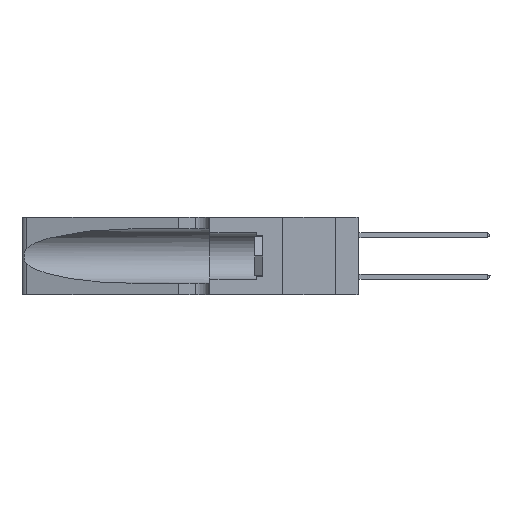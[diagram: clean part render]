
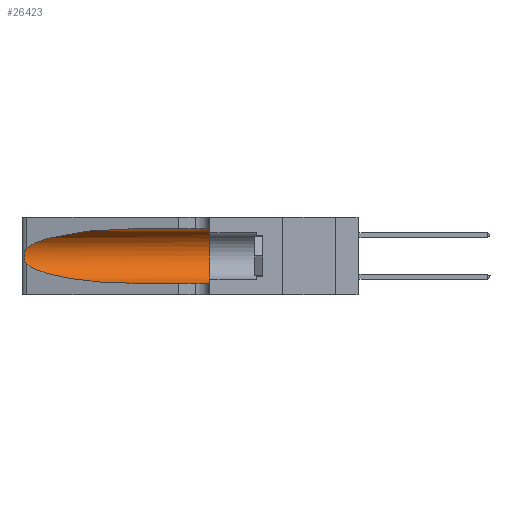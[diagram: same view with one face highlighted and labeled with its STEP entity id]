
A CAD part, left-side view. The second image highlights one B-rep face of the part: STEP entity #26423.
In plain terms, the highlighted cylindrical face has radius 3.308 mm (diameter 6.617 mm), a partial arc.
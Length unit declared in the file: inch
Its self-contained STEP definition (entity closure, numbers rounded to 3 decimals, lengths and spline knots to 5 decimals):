
#93 = CARTESIAN_POINT ( 'NONE',  ( 0.2373, 1.15595, 0.08982 ) ) ;
#550 = CARTESIAN_POINT ( 'NONE',  ( 0.25639, 1.23186, 0.15144 ) ) ;
#858 = EDGE_CURVE ( 'NONE', #2527, #10063, #17626, .T. ) ;
#2527 = VERTEX_POINT ( 'NONE', #30470 ) ;
#2596 = FACE_OUTER_BOUND ( 'NONE', #30488, .T. ) ;
#4260 = VERTEX_POINT ( 'NONE', #20890 ) ;
#4307 = CARTESIAN_POINT ( 'NONE',  ( 0.1305, 1.61858, 0.05475 ) ) ;
#4720 = VECTOR ( 'NONE', #18988, 39.37008 ) ;
#4779 = AXIS2_PLACEMENT_3D ( 'NONE', #37579, #37994, #23089 ) ;
#6856 = EDGE_CURVE ( 'NONE', #21879, #4260, #11359, .T. ) ;
#7745 = CARTESIAN_POINT ( 'NONE',  ( 0.25789, 1.23486, 0.15765 ) ) ;
#8274 = CARTESIAN_POINT ( 'NONE',  ( 0.25487, 1.22718, 0.22369 ) ) ;
#8375 = VERTEX_POINT ( 'NONE', #23435 ) ;
#9070 = CARTESIAN_POINT ( 'NONE',  ( 0.18966, 0.96281, 0.05475 ) ) ;
#9247 = ORIENTED_EDGE ( 'NONE', *, *, #23512, .T. ) ;
#9577 = VERTEX_POINT ( 'NONE', #10090 ) ;
#10063 = VERTEX_POINT ( 'NONE', #21980 ) ;
#10090 = CARTESIAN_POINT ( 'NONE',  ( 0.1305, 0.35, 0.05475 ) ) ;
#10701 = CARTESIAN_POINT ( 'NONE',  ( 0.1305, 1.61858, 0.185 ) ) ;
#11303 = CARTESIAN_POINT ( 'NONE',  ( 0.2373, 1.15595, 0.28018 ) ) ;
#11359 = LINE ( 'NONE', #20916, #32294 ) ;
#11405 = CARTESIAN_POINT ( 'NONE',  ( 0.25639, 1.23184, 0.21858 ) ) ;
#11899 =( BOUNDED_CURVE ( )  B_SPLINE_CURVE ( 3, ( #18004, #22050, #11303, #17460 ),
 .UNSPECIFIED., .F., .T. ) 
 B_SPLINE_CURVE_WITH_KNOTS ( ( 4, 4 ),
 ( 1.5708, 2.84003 ),
 .UNSPECIFIED. ) 
 CURVE ( )  GEOMETRIC_REPRESENTATION_ITEM ( )  RATIONAL_B_SPLINE_CURVE ( ( 1., 0.87, 0.87, 1. ) ) 
 REPRESENTATION_ITEM ( '' )  );
#12052 = CARTESIAN_POINT ( 'NONE',  ( 0.1305, 0.72297, 0.05475 ) ) ;
#14110 = ORIENTED_EDGE ( 'NONE', *, *, #858, .T. ) ;
#14560 = EDGE_CURVE ( 'NONE', #10063, #9577, #14588, .T. ) ;
#14588 = LINE ( 'NONE', #4307, #4720 ) ;
#14990 = EDGE_CURVE ( 'NONE', #4260, #9577, #17726, .T. ) ;
#15184 = CARTESIAN_POINT ( 'NONE',  ( 0.25487, 1.22718, 0.14631 ) ) ;
#16686 = CARTESIAN_POINT ( 'NONE',  ( 0.26075, 1.23896, 0.178 ) ) ;
#17195 = CARTESIAN_POINT ( 'NONE',  ( 0.1305, 0.72297, 0.31525 ) ) ;
#17460 = CARTESIAN_POINT ( 'NONE',  ( 0.25487, 1.22718, 0.22369 ) ) ;
#17626 =( BOUNDED_CURVE ( )  B_SPLINE_CURVE ( 3, ( #32726, #93, #9070, #12052 ),
 .UNSPECIFIED., .F., .T. ) 
 B_SPLINE_CURVE_WITH_KNOTS ( ( 4, 4 ),
 ( 3.44316, 4.71239 ),
 .UNSPECIFIED. ) 
 CURVE ( )  GEOMETRIC_REPRESENTATION_ITEM ( )  RATIONAL_B_SPLINE_CURVE ( ( 1., 0.87, 0.87, 1. ) ) 
 REPRESENTATION_ITEM ( '' )  );
#17726 = CIRCLE ( 'NONE', #4779, 0.13025 ) ;
#18004 = CARTESIAN_POINT ( 'NONE',  ( 0.1305, 0.72297, 0.31525 ) ) ;
#18041 = CARTESIAN_POINT ( 'NONE',  ( 0.25555, 1.22993, 0.14849 ) ) ;
#18140 = CARTESIAN_POINT ( 'NONE',  ( 0.26018, 1.23835, 0.19895 ) ) ;
#18758 = B_SPLINE_CURVE_WITH_KNOTS ( 'NONE', 3,
 ( #8274, #20229, #11405, #37797, #38201, #18140, #27976, #16686, #28985, #33131, #7745, #550, #18041, #15184 ),
 .UNSPECIFIED., .F., .F.,
 ( 4, 2, 2, 2, 2, 2, 4 ),
 ( 0., 0.00027, 0.00053, 0.00107, 0.0016, 0.00187, 0.00214 ),
 .UNSPECIFIED. ) ;
#18988 = DIRECTION ( 'NONE',  ( 0., -1., 0. ) ) ;
#19302 = CYLINDRICAL_SURFACE ( 'NONE', #24944, 0.13025 ) ;
#20229 = CARTESIAN_POINT ( 'NONE',  ( 0.25555, 1.22994, 0.2215 ) ) ;
#20890 = CARTESIAN_POINT ( 'NONE',  ( 0.1305, 0.35, 0.31525 ) ) ;
#20916 = CARTESIAN_POINT ( 'NONE',  ( 0.1305, 1.61858, 0.31525 ) ) ;
#21879 = VERTEX_POINT ( 'NONE', #17195 ) ;
#21980 = CARTESIAN_POINT ( 'NONE',  ( 0.1305, 0.72297, 0.05475 ) ) ;
#22050 = CARTESIAN_POINT ( 'NONE',  ( 0.18966, 0.96281, 0.31525 ) ) ;
#22869 = DIRECTION ( 'NONE',  ( 0., -1., 0. ) ) ;
#23089 = DIRECTION ( 'NONE',  ( 0., 0., 1. ) ) ;
#23435 = CARTESIAN_POINT ( 'NONE',  ( 0.25487, 1.22718, 0.22369 ) ) ;
#23512 = EDGE_CURVE ( 'NONE', #8375, #2527, #18758, .T. ) ;
#23884 = DIRECTION ( 'NONE',  ( 0., -1., 0. ) ) ;
#24944 = AXIS2_PLACEMENT_3D ( 'NONE', #10701, #22869, #35767 ) ;
#25046 = ORIENTED_EDGE ( 'NONE', *, *, #14560, .T. ) ;
#25151 = EDGE_CURVE ( 'NONE', #21879, #8375, #11899, .T. ) ;
#26056 = ORIENTED_EDGE ( 'NONE', *, *, #6856, .F. ) ;
#26423 = ADVANCED_FACE ( 'NONE', ( #2596 ), #19302, .F. ) ;
#27976 = CARTESIAN_POINT ( 'NONE',  ( 0.26075, 1.23896, 0.19203 ) ) ;
#28985 = CARTESIAN_POINT ( 'NONE',  ( 0.26017, 1.23833, 0.17102 ) ) ;
#30470 = CARTESIAN_POINT ( 'NONE',  ( 0.25487, 1.22718, 0.14631 ) ) ;
#30488 = EDGE_LOOP ( 'NONE', ( #37608, #9247, #14110, #25046, #35370, #26056 ) ) ;
#32294 = VECTOR ( 'NONE', #23884, 39.37008 ) ;
#32726 = CARTESIAN_POINT ( 'NONE',  ( 0.25487, 1.22718, 0.14631 ) ) ;
#33131 = CARTESIAN_POINT ( 'NONE',  ( 0.25856, 1.23593, 0.16098 ) ) ;
#35370 = ORIENTED_EDGE ( 'NONE', *, *, #14990, .F. ) ;
#35767 = DIRECTION ( 'NONE',  ( 0., 0., -1. ) ) ;
#37579 = CARTESIAN_POINT ( 'NONE',  ( 0.1305, 0.35, 0.185 ) ) ;
#37608 = ORIENTED_EDGE ( 'NONE', *, *, #25151, .T. ) ;
#37797 = CARTESIAN_POINT ( 'NONE',  ( 0.25787, 1.23484, 0.2124 ) ) ;
#37994 = DIRECTION ( 'NONE',  ( 0., 1., 0. ) ) ;
#38201 = CARTESIAN_POINT ( 'NONE',  ( 0.25854, 1.2359, 0.20912 ) ) ;
